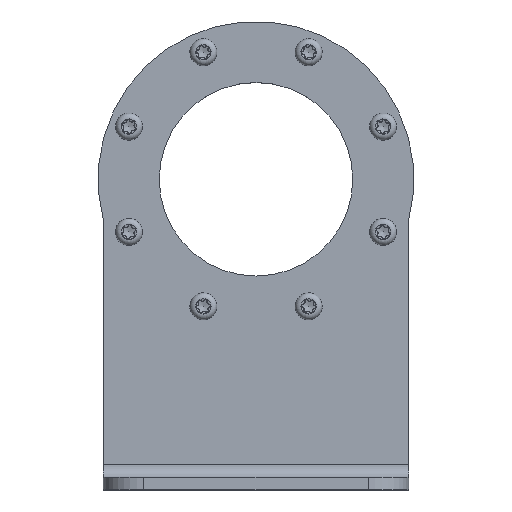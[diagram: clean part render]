
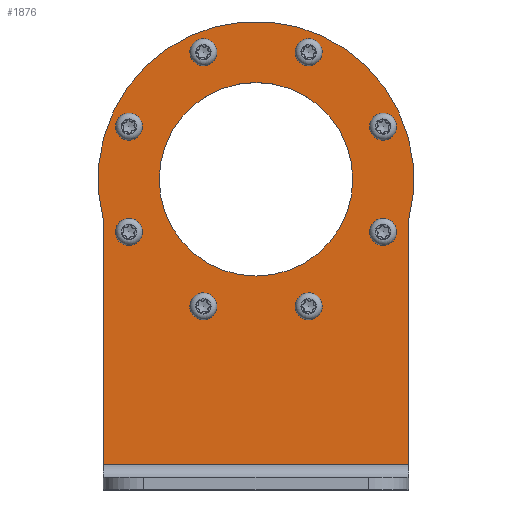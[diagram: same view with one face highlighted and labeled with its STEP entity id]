
A CAD part, top view. The second image highlights one B-rep face of the part: STEP entity #1876.
In plain terms, the highlighted planar face has unit normal (0, 0, 1).
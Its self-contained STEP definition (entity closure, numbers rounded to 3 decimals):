
#222=FACE_BOUND('',#403,.T.);
#223=FACE_BOUND('',#404,.T.);
#224=FACE_BOUND('',#405,.T.);
#225=FACE_BOUND('',#406,.T.);
#226=FACE_BOUND('',#407,.T.);
#227=FACE_BOUND('',#408,.T.);
#228=FACE_BOUND('',#409,.T.);
#229=FACE_BOUND('',#410,.T.);
#230=FACE_BOUND('',#411,.T.);
#248=PLANE('',#2081);
#283=FACE_OUTER_BOUND('',#402,.T.);
#402=EDGE_LOOP('',(#1384,#1385,#1386,#1387));
#403=EDGE_LOOP('',(#1388));
#404=EDGE_LOOP('',(#1389));
#405=EDGE_LOOP('',(#1390));
#406=EDGE_LOOP('',(#1391));
#407=EDGE_LOOP('',(#1392));
#408=EDGE_LOOP('',(#1393));
#409=EDGE_LOOP('',(#1394));
#410=EDGE_LOOP('',(#1395));
#411=EDGE_LOOP('',(#1396));
#529=LINE('',#2786,#614);
#532=LINE('',#2792,#617);
#534=LINE('',#2801,#619);
#614=VECTOR('',#2354,10.);
#617=VECTOR('',#2359,10.);
#619=VECTOR('',#2369,10.);
#670=CIRCLE('',#2039,1.65);
#672=CIRCLE('',#2042,1.65);
#674=CIRCLE('',#2045,1.65);
#676=CIRCLE('',#2048,1.65);
#678=CIRCLE('',#2051,1.65);
#680=CIRCLE('',#2054,1.65);
#682=CIRCLE('',#2057,1.65);
#684=CIRCLE('',#2060,1.65);
#692=CIRCLE('',#2078,31.);
#693=CIRCLE('',#2080,19.);
#780=VERTEX_POINT('',#2720);
#782=VERTEX_POINT('',#2726);
#784=VERTEX_POINT('',#2732);
#786=VERTEX_POINT('',#2738);
#788=VERTEX_POINT('',#2744);
#790=VERTEX_POINT('',#2750);
#792=VERTEX_POINT('',#2756);
#794=VERTEX_POINT('',#2762);
#798=VERTEX_POINT('',#2775);
#799=VERTEX_POINT('',#2779);
#801=VERTEX_POINT('',#2790);
#804=VERTEX_POINT('',#2800);
#805=VERTEX_POINT('',#2806);
#980=EDGE_CURVE('',#780,#780,#670,.T.);
#983=EDGE_CURVE('',#782,#782,#672,.T.);
#986=EDGE_CURVE('',#784,#784,#674,.T.);
#989=EDGE_CURVE('',#786,#786,#676,.T.);
#992=EDGE_CURVE('',#788,#788,#678,.T.);
#995=EDGE_CURVE('',#790,#790,#680,.T.);
#998=EDGE_CURVE('',#792,#792,#682,.T.);
#1001=EDGE_CURVE('',#794,#794,#684,.T.);
#1013=EDGE_CURVE('',#798,#799,#529,.T.);
#1016=EDGE_CURVE('',#799,#801,#532,.T.);
#1020=EDGE_CURVE('',#804,#798,#534,.T.);
#1022=EDGE_CURVE('',#804,#801,#692,.T.);
#1023=EDGE_CURVE('',#805,#805,#693,.T.);
#1384=ORIENTED_EDGE('',*,*,#1013,.T.);
#1385=ORIENTED_EDGE('',*,*,#1016,.T.);
#1386=ORIENTED_EDGE('',*,*,#1022,.F.);
#1387=ORIENTED_EDGE('',*,*,#1020,.T.);
#1388=ORIENTED_EDGE('',*,*,#980,.T.);
#1389=ORIENTED_EDGE('',*,*,#983,.T.);
#1390=ORIENTED_EDGE('',*,*,#986,.T.);
#1391=ORIENTED_EDGE('',*,*,#989,.T.);
#1392=ORIENTED_EDGE('',*,*,#992,.T.);
#1393=ORIENTED_EDGE('',*,*,#995,.T.);
#1394=ORIENTED_EDGE('',*,*,#998,.T.);
#1395=ORIENTED_EDGE('',*,*,#1001,.T.);
#1396=ORIENTED_EDGE('',*,*,#1023,.T.);
#1876=ADVANCED_FACE('',(#283,#222,#223,#224,#225,#226,#227,#228,#229,#230),
#248,.F.);
#2039=AXIS2_PLACEMENT_3D('',#2721,#2275,#2276);
#2042=AXIS2_PLACEMENT_3D('',#2727,#2282,#2283);
#2045=AXIS2_PLACEMENT_3D('',#2733,#2289,#2290);
#2048=AXIS2_PLACEMENT_3D('',#2739,#2296,#2297);
#2051=AXIS2_PLACEMENT_3D('',#2745,#2303,#2304);
#2054=AXIS2_PLACEMENT_3D('',#2751,#2310,#2311);
#2057=AXIS2_PLACEMENT_3D('',#2757,#2317,#2318);
#2060=AXIS2_PLACEMENT_3D('',#2763,#2324,#2325);
#2078=AXIS2_PLACEMENT_3D('',#2804,#2373,#2374);
#2080=AXIS2_PLACEMENT_3D('',#2807,#2377,#2378);
#2081=AXIS2_PLACEMENT_3D('',#2809,#2380,#2381);
#2275=DIRECTION('center_axis',(0.,0.,-1.));
#2276=DIRECTION('ref_axis',(-1.,0.,0.));
#2282=DIRECTION('center_axis',(0.,0.,-1.));
#2283=DIRECTION('ref_axis',(-1.,0.,0.));
#2289=DIRECTION('center_axis',(0.,0.,-1.));
#2290=DIRECTION('ref_axis',(-1.,0.,0.));
#2296=DIRECTION('center_axis',(0.,0.,-1.));
#2297=DIRECTION('ref_axis',(-1.,0.,0.));
#2303=DIRECTION('center_axis',(0.,0.,-1.));
#2304=DIRECTION('ref_axis',(-1.,0.,0.));
#2310=DIRECTION('center_axis',(0.,0.,-1.));
#2311=DIRECTION('ref_axis',(-1.,0.,0.));
#2317=DIRECTION('center_axis',(0.,0.,-1.));
#2318=DIRECTION('ref_axis',(-1.,0.,0.));
#2324=DIRECTION('center_axis',(0.,0.,-1.));
#2325=DIRECTION('ref_axis',(-1.,0.,0.));
#2354=DIRECTION('',(1.,0.,0.));
#2359=DIRECTION('',(0.,1.,0.));
#2369=DIRECTION('',(0.,-1.,0.));
#2373=DIRECTION('center_axis',(0.,0.,-1.));
#2374=DIRECTION('ref_axis',(-1.,0.,0.));
#2377=DIRECTION('center_axis',(0.,0.,-1.));
#2378=DIRECTION('ref_axis',(-1.,0.,0.));
#2380=DIRECTION('center_axis',(0.,0.,-1.));
#2381=DIRECTION('ref_axis',(-1.,0.,0.));
#2720=CARTESIAN_POINT('',(26.595,10.332,2.5));
#2721=CARTESIAN_POINT('Origin',(24.945,10.332,2.5));
#2726=CARTESIAN_POINT('',(11.982,-24.945,2.5));
#2727=CARTESIAN_POINT('Origin',(10.332,-24.945,2.5));
#2732=CARTESIAN_POINT('',(-23.295,-10.332,2.5));
#2733=CARTESIAN_POINT('Origin',(-24.945,-10.332,2.5));
#2738=CARTESIAN_POINT('',(-8.682,24.945,2.5));
#2739=CARTESIAN_POINT('Origin',(-10.332,24.945,2.5));
#2744=CARTESIAN_POINT('',(-23.295,10.332,2.5));
#2745=CARTESIAN_POINT('Origin',(-24.945,10.332,2.5));
#2750=CARTESIAN_POINT('',(-8.682,-24.945,2.5));
#2751=CARTESIAN_POINT('Origin',(-10.332,-24.945,2.5));
#2756=CARTESIAN_POINT('',(26.595,-10.332,2.5));
#2757=CARTESIAN_POINT('Origin',(24.945,-10.332,2.5));
#2762=CARTESIAN_POINT('',(11.982,24.945,2.5));
#2763=CARTESIAN_POINT('Origin',(10.332,24.945,2.5));
#2775=CARTESIAN_POINT('',(-30.,-56.,2.5));
#2779=CARTESIAN_POINT('',(30.,-56.,2.5));
#2786=CARTESIAN_POINT('',(15.,-56.,2.5));
#2790=CARTESIAN_POINT('',(30.,-7.81,2.5));
#2792=CARTESIAN_POINT('',(30.,-61.,2.5));
#2800=CARTESIAN_POINT('',(-30.,-7.81,2.5));
#2801=CARTESIAN_POINT('',(-30.,-7.81,2.5));
#2804=CARTESIAN_POINT('Origin',(0.,0.,2.5));
#2806=CARTESIAN_POINT('',(19.,0.,2.5));
#2807=CARTESIAN_POINT('Origin',(0.,0.,2.5));
#2809=CARTESIAN_POINT('Origin',(0.,0.,2.5));
